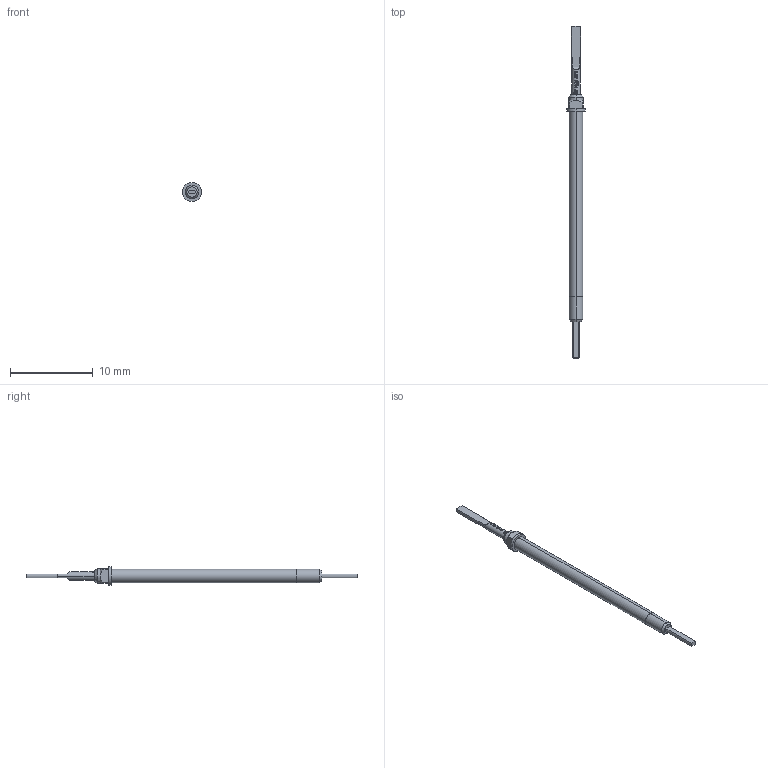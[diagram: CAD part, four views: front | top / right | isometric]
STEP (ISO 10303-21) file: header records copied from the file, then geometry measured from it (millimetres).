
FILE_DESCRIPTION (( 'STEP AP203' ), '1' );
FILE_NAME ('INGUN_GKS-746_320_110_045_A_xx02_M.STEP', '2021-11-03T12:05:19', ( 'ochi' ), ( '' ), 'SwSTEP 2.0', 'SolidWorks 2018', '' );
FILE_SCHEMA (( 'CONFIG_CONTROL_DESIGN' ));
Length unit declared in the file: millimetre
Products named in the file (1): INGUN_GKS-746_320_110_045_A_xx02_M
Bounding box: 2.3 x 40.2 x 2.3 mm (x, y, z)
Volume: 65.9 mm3; surface area: 185.3 mm2
Topology: 1 solids, 1 shells, 121 faces, 312 edges, 201 vertices
Faces by surface type: bspline 61, plane 23, cylinder 22, cone 15
Entity records: 4818 total; most frequent: CARTESIAN_POINT 2330, ORIENTED_EDGE 624, EDGE_CURVE 312, DIRECTION 287, VERTEX_POINT 201, B_SPLINE_CURVE_WITH_KNOTS 198, EDGE_LOOP 129, FACE_OUTER_BOUND 121
